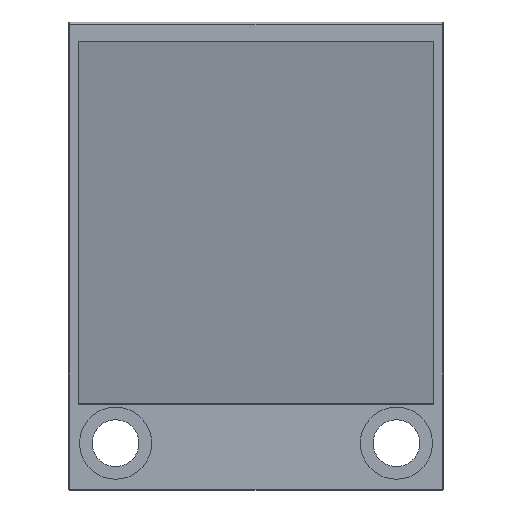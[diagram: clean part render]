
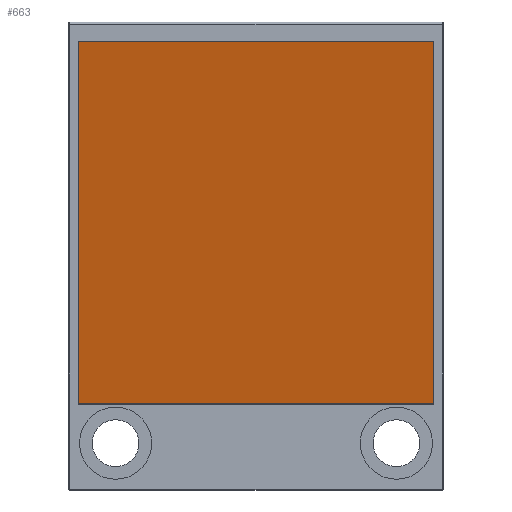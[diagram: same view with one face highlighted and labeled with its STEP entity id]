
A CAD part, front view. The second image highlights one B-rep face of the part: STEP entity #663.
In plain terms, the highlighted planar face has unit normal (0, -0.974, -0.226).
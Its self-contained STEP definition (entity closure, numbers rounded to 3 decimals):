
#53=PLANE('',#771);
#97=FACE_OUTER_BOUND('',#156,.T.);
#156=EDGE_LOOP('',(#594,#595,#596,#597));
#160=LINE('',#1007,#203);
#188=LINE('',#1122,#231);
#195=LINE('',#1156,#238);
#199=LINE('',#1175,#242);
#203=VECTOR('',#785,10.);
#231=VECTOR('',#921,10.);
#238=VECTOR('',#964,10.);
#242=VECTOR('',#990,10.);
#289=VERTEX_POINT('',#1004);
#290=VERTEX_POINT('',#1006);
#322=VERTEX_POINT('',#1119);
#323=VERTEX_POINT('',#1121);
#342=EDGE_CURVE('',#289,#290,#160,.T.);
#399=EDGE_CURVE('',#323,#322,#188,.T.);
#415=EDGE_CURVE('',#289,#323,#195,.T.);
#423=EDGE_CURVE('',#322,#290,#199,.T.);
#594=ORIENTED_EDGE('',*,*,#423,.T.);
#595=ORIENTED_EDGE('',*,*,#342,.F.);
#596=ORIENTED_EDGE('',*,*,#415,.T.);
#597=ORIENTED_EDGE('',*,*,#399,.T.);
#663=ADVANCED_FACE('',(#97),#53,.T.);
#771=AXIS2_PLACEMENT_3D('',#1176,#991,#992);
#785=DIRECTION('',(-1.,0.,0.));
#921=DIRECTION('',(-1.,0.,0.));
#964=DIRECTION('',(0.,-0.226,0.974));
#990=DIRECTION('',(0.,0.226,-0.974));
#991=DIRECTION('center_axis',(0.,-0.974,
-0.226));
#992=DIRECTION('ref_axis',(0.,-0.226,0.974));
#1004=CARTESIAN_POINT('',(13.549,-1.64,-8.845));
#1006=CARTESIAN_POINT('',(-24.451,-1.64,-8.845));
#1007=CARTESIAN_POINT('',(14.549,-1.64,-8.845));
#1119=CARTESIAN_POINT('',(-24.451,-10.613,29.85));
#1121=CARTESIAN_POINT('',(13.549,-10.613,29.85));
#1122=CARTESIAN_POINT('',(14.549,-10.613,29.85));
#1156=CARTESIAN_POINT('',(13.549,-3.715,0.105));
#1175=CARTESIAN_POINT('',(-24.451,-3.715,0.105));
#1176=CARTESIAN_POINT('Origin',(-15.451,-1.64,-8.845));
